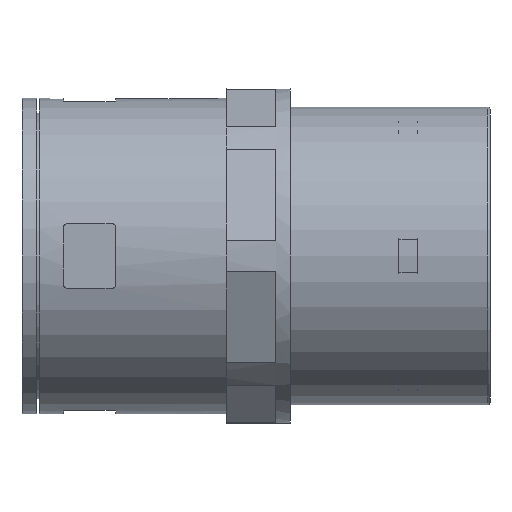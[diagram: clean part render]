
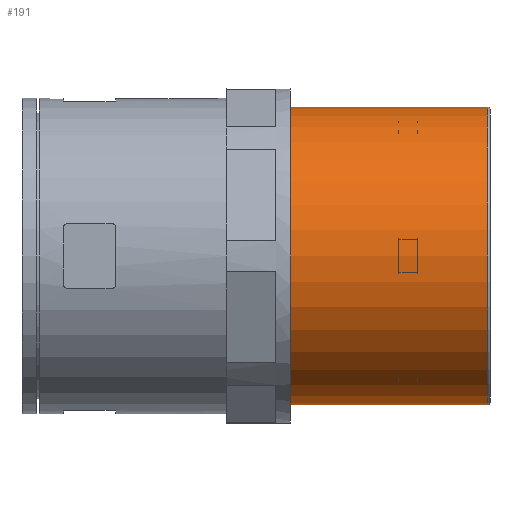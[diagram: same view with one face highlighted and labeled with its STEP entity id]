
A CAD part, front view. The second image highlights one B-rep face of the part: STEP entity #191.
In plain terms, the highlighted cylindrical face has radius 30.24 mm (diameter 60.48 mm), a full revolution.
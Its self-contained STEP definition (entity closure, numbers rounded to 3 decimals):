
#191 = ADVANCED_FACE( '', ( #338, #339 ), #340, .T. );
#338 = FACE_OUTER_BOUND( '', #588, .T. );
#339 = FACE_OUTER_BOUND( '', #589, .T. );
#340 = CYLINDRICAL_SURFACE( '', #590, 30.24 );
#588 = EDGE_LOOP( '', ( #939 ) );
#589 = EDGE_LOOP( '', ( #940 ) );
#590 = AXIS2_PLACEMENT_3D( '', #941, #942, #943 );
#939 = ORIENTED_EDGE( '', *, *, #1571, .F. );
#940 = ORIENTED_EDGE( '', *, *, #1613, .T. );
#941 = CARTESIAN_POINT( '', ( 47.5, 0., 0. ) );
#942 = DIRECTION( '', ( -1., 0., 0. ) );
#943 = DIRECTION( '', ( 0., 0., -1. ) );
#1571 = EDGE_CURVE( '', #1825, #1825, #1826, .T. );
#1613 = EDGE_CURVE( '', #1901, #1901, #1902, .T. );
#1825 = VERTEX_POINT( '', #2232 );
#1826 = CIRCLE( '', #2233, 30.24 );
#1901 = VERTEX_POINT( '', #2332 );
#1902 = CIRCLE( '', #2333, 30.24 );
#2232 = CARTESIAN_POINT( '', ( -7., 0., -30.24 ) );
#2233 = AXIS2_PLACEMENT_3D( '', #2847, #2848, #2849 );
#2332 = CARTESIAN_POINT( '', ( -47., 0., -30.24 ) );
#2333 = AXIS2_PLACEMENT_3D( '', #2925, #2926, #2927 );
#2847 = CARTESIAN_POINT( '', ( -7., 0., 0. ) );
#2848 = DIRECTION( '', ( 1., 0., 0. ) );
#2849 = DIRECTION( '', ( 0., 0., -1. ) );
#2925 = CARTESIAN_POINT( '', ( -47., 0., 0. ) );
#2926 = DIRECTION( '', ( 1., 0., 0. ) );
#2927 = DIRECTION( '', ( 0., 0., -1. ) );
